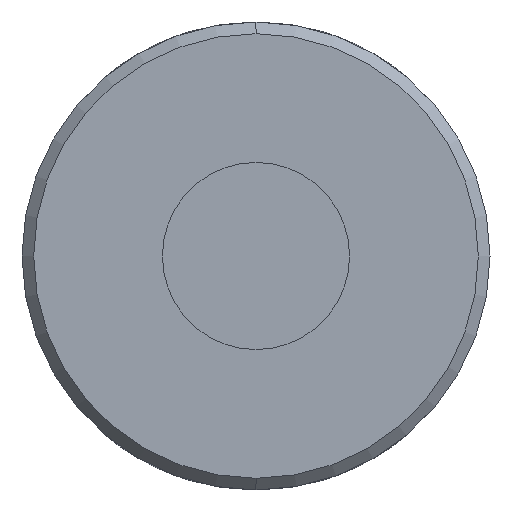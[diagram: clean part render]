
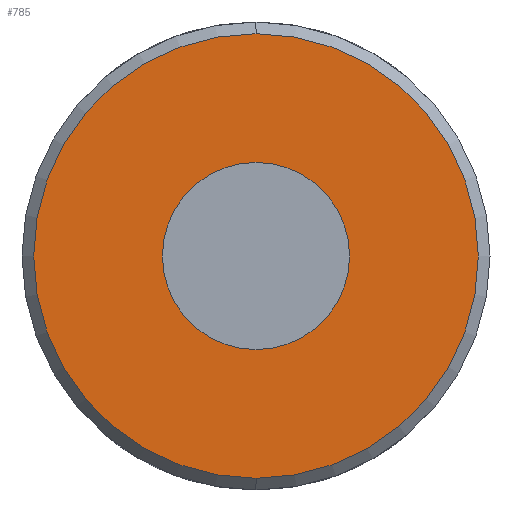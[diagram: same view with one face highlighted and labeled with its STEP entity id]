
A CAD part, front view. The second image highlights one B-rep face of the part: STEP entity #785.
In plain terms, the highlighted planar face has unit normal (0, -1, 0).
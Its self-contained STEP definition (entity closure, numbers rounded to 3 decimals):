
#10 = ORIENTED_EDGE ( 'NONE', *, *, #456, .T. ) ;
#16 = DIRECTION ( 'NONE',  ( 0., 1., 0. ) ) ;
#27 = DIRECTION ( 'NONE',  ( 0., 0., 1. ) ) ;
#57 = CARTESIAN_POINT ( 'NONE',  ( 0., -6.5, 4. ) ) ;
#114 = DIRECTION ( 'NONE',  ( 0., -1., 0. ) ) ;
#126 = CARTESIAN_POINT ( 'NONE',  ( 0., -6.5, 0. ) ) ;
#185 = CIRCLE ( 'NONE', #607, 9.5 ) ;
#205 = VERTEX_POINT ( 'NONE', #211 ) ;
#211 = CARTESIAN_POINT ( 'NONE',  ( 0., -6.5, 9.5 ) ) ;
#214 = ORIENTED_EDGE ( 'NONE', *, *, #720, .F. ) ;
#220 = ORIENTED_EDGE ( 'NONE', *, *, #247, .T. ) ;
#238 = EDGE_CURVE ( 'NONE', #503, #279, #942, .T. ) ;
#247 = EDGE_CURVE ( 'NONE', #692, #205, #464, .T. ) ;
#257 = DIRECTION ( 'NONE',  ( 0., 0., 1. ) ) ;
#279 = VERTEX_POINT ( 'NONE', #57 ) ;
#342 = DIRECTION ( 'NONE',  ( 0., -1., 0. ) ) ;
#356 = AXIS2_PLACEMENT_3D ( 'NONE', #707, #397, #857 ) ;
#388 = DIRECTION ( 'NONE',  ( 0., -1., 0. ) ) ;
#397 = DIRECTION ( 'NONE',  ( 0., -1., 0. ) ) ;
#406 = DIRECTION ( 'NONE',  ( 0., 0., -1. ) ) ;
#410 = CARTESIAN_POINT ( 'NONE',  ( 0., -6.5, 0. ) ) ;
#428 = EDGE_LOOP ( 'NONE', ( #214, #434 ) ) ;
#434 = ORIENTED_EDGE ( 'NONE', *, *, #238, .F. ) ;
#456 = EDGE_CURVE ( 'NONE', #205, #692, #185, .T. ) ;
#457 = DIRECTION ( 'NONE',  ( 0., 0., -1. ) ) ;
#464 = CIRCLE ( 'NONE', #356, 9.5 ) ;
#503 = VERTEX_POINT ( 'NONE', #625 ) ;
#573 = FACE_BOUND ( 'NONE', #428, .T. ) ;
#607 = AXIS2_PLACEMENT_3D ( 'NONE', #126, #114, #27 ) ;
#610 = AXIS2_PLACEMENT_3D ( 'NONE', #410, #342, #406 ) ;
#625 = CARTESIAN_POINT ( 'NONE',  ( 0., -6.5, -4. ) ) ;
#674 = CIRCLE ( 'NONE', #610, 4. ) ;
#692 = VERTEX_POINT ( 'NONE', #793 ) ;
#707 = CARTESIAN_POINT ( 'NONE',  ( 0., -6.5, 0. ) ) ;
#720 = EDGE_CURVE ( 'NONE', #279, #503, #674, .T. ) ;
#725 = CARTESIAN_POINT ( 'NONE',  ( 0., -6.5, 0. ) ) ;
#732 = FACE_OUTER_BOUND ( 'NONE', #913, .T. ) ;
#785 = ADVANCED_FACE ( 'NONE', ( #732, #573 ), #969, .F. ) ;
#793 = CARTESIAN_POINT ( 'NONE',  ( 0., -6.5, -9.5 ) ) ;
#857 = DIRECTION ( 'NONE',  ( 0., 0., 1. ) ) ;
#872 = CARTESIAN_POINT ( 'NONE',  ( 0., -6.5, 0. ) ) ;
#905 = AXIS2_PLACEMENT_3D ( 'NONE', #725, #16, #257 ) ;
#913 = EDGE_LOOP ( 'NONE', ( #10, #220 ) ) ;
#942 = CIRCLE ( 'NONE', #1042, 4. ) ;
#969 = PLANE ( 'NONE',  #905 ) ;
#1042 = AXIS2_PLACEMENT_3D ( 'NONE', #872, #388, #457 ) ;
